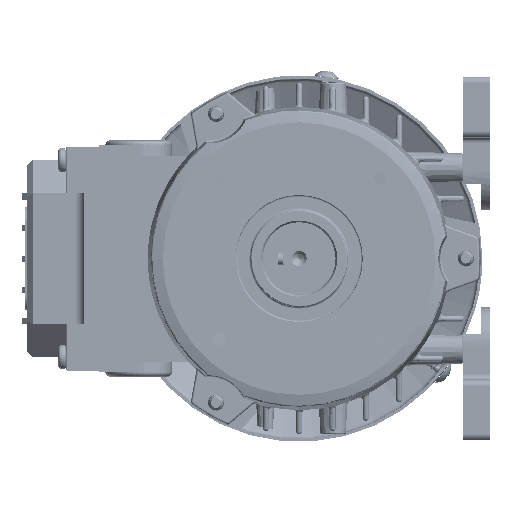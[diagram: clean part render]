
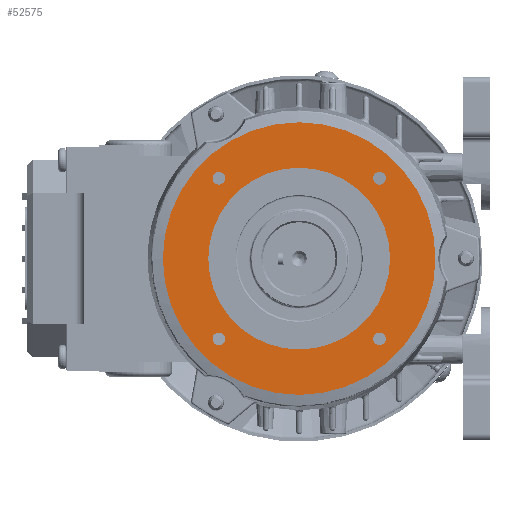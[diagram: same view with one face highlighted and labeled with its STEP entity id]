
A CAD part, left-side view. The second image highlights one B-rep face of the part: STEP entity #52575.
In plain terms, the highlighted planar face has unit normal (-1, 0, 0).
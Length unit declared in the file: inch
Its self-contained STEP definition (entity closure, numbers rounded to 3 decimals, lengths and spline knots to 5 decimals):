
#1294 = AXIS2_PLACEMENT_3D ( 'NONE', #38012, #83677, #141079 ) ;
#2187 = CIRCLE ( 'NONE', #58617, 0.08268 ) ;
#2603 = ORIENTED_EDGE ( 'NONE', *, *, #85611, .F. ) ;
#3343 = CARTESIAN_POINT ( 'NONE',  ( -3.14961, 0., -1.1811 ) ) ;
#3678 = DIRECTION ( 'NONE',  ( -1., 0., 0. ) ) ;
#4584 = DIRECTION ( 'NONE',  ( 1., 0., 0. ) ) ;
#6271 = CARTESIAN_POINT ( 'NONE',  ( -3.14961, -1.04396, -1.04396 ) ) ;
#6602 = EDGE_CURVE ( 'NONE', #24877, #111777, #143712, .T. ) ;
#7968 = DIRECTION ( 'NONE',  ( -1., 0., 0. ) ) ;
#8592 = FACE_BOUND ( 'NONE', #31308, .T. ) ;
#13955 = CARTESIAN_POINT ( 'NONE',  ( -3.14961, -1.04396, -0.96128 ) ) ;
#15905 = ORIENTED_EDGE ( 'NONE', *, *, #6602, .F. ) ;
#17360 = CARTESIAN_POINT ( 'NONE',  ( -3.14961, 1.04396, -1.04396 ) ) ;
#17557 = ORIENTED_EDGE ( 'NONE', *, *, #130999, .F. ) ;
#18117 = CARTESIAN_POINT ( 'NONE',  ( -3.14961, -1.04396, 1.12663 ) ) ;
#18353 = VERTEX_POINT ( 'NONE', #26703 ) ;
#19022 = AXIS2_PLACEMENT_3D ( 'NONE', #21875, #46232, #99967 ) ;
#19154 = EDGE_CURVE ( 'NONE', #24539, #131537, #60579, .T. ) ;
#19593 = FACE_OUTER_BOUND ( 'NONE', #70213, .T. ) ;
#21875 = CARTESIAN_POINT ( 'NONE',  ( -3.14961, 0., 0. ) ) ;
#24539 = VERTEX_POINT ( 'NONE', #13955 ) ;
#24877 = VERTEX_POINT ( 'NONE', #33209 ) ;
#26703 = CARTESIAN_POINT ( 'NONE',  ( -3.14961, 0., -1.77165 ) ) ;
#26739 = ORIENTED_EDGE ( 'NONE', *, *, #123685, .F. ) ;
#31308 = EDGE_LOOP ( 'NONE', ( #119700, #46369 ) ) ;
#31513 = DIRECTION ( 'NONE',  ( -1., 0., 0. ) ) ;
#31949 = DIRECTION ( 'NONE',  ( -1., 0., 0. ) ) ;
#32371 = AXIS2_PLACEMENT_3D ( 'NONE', #6271, #64392, #139617 ) ;
#32655 = DIRECTION ( 'NONE',  ( 0., 0., -1. ) ) ;
#33209 = CARTESIAN_POINT ( 'NONE',  ( -3.14961, 1.04396, 0.96128 ) ) ;
#36569 = CIRCLE ( 'NONE', #73848, 0.08268 ) ;
#38012 = CARTESIAN_POINT ( 'NONE',  ( -3.14961, 0., 0. ) ) ;
#38663 = ORIENTED_EDGE ( 'NONE', *, *, #59758, .F. ) ;
#38854 = CARTESIAN_POINT ( 'NONE',  ( -3.14961, 1.04396, 1.12663 ) ) ;
#39975 = VERTEX_POINT ( 'NONE', #93378 ) ;
#46232 = DIRECTION ( 'NONE',  ( -1., 0., 0. ) ) ;
#46369 = ORIENTED_EDGE ( 'NONE', *, *, #19154, .F. ) ;
#48071 = CARTESIAN_POINT ( 'NONE',  ( -3.14961, 0., 0. ) ) ;
#48608 = DIRECTION ( 'NONE',  ( 0., 0., -1. ) ) ;
#52575 = ADVANCED_FACE ( 'NONE', ( #122702, #8592, #65268, #66736, #19593, #110175 ), #142614, .F. ) ;
#53247 = AXIS2_PLACEMENT_3D ( 'NONE', #54206, #89549, #111652 ) ;
#53628 = CARTESIAN_POINT ( 'NONE',  ( -3.14961, -1.04396, -1.04396 ) ) ;
#54206 = CARTESIAN_POINT ( 'NONE',  ( -3.14961, -1.1811, 0. ) ) ;
#54313 = EDGE_CURVE ( 'NONE', #131537, #24539, #36569, .T. ) ;
#54464 = VERTEX_POINT ( 'NONE', #18117 ) ;
#57835 = VERTEX_POINT ( 'NONE', #69450 ) ;
#58617 = AXIS2_PLACEMENT_3D ( 'NONE', #110094, #143244, #96889 ) ;
#59758 = EDGE_CURVE ( 'NONE', #116188, #18353, #64730, .T. ) ;
#60579 = CIRCLE ( 'NONE', #32371, 0.08268 ) ;
#64392 = DIRECTION ( 'NONE',  ( -1., 0., 0. ) ) ;
#64432 = AXIS2_PLACEMENT_3D ( 'NONE', #17360, #98318, #143246 ) ;
#64730 = CIRCLE ( 'NONE', #1294, 1.77165 ) ;
#65268 = FACE_BOUND ( 'NONE', #94233, .T. ) ;
#66736 = FACE_BOUND ( 'NONE', #136093, .T. ) ;
#68868 = AXIS2_PLACEMENT_3D ( 'NONE', #131275, #143040, #108456 ) ;
#69450 = CARTESIAN_POINT ( 'NONE',  ( -3.14961, 0., 1.1811 ) ) ;
#69712 = EDGE_CURVE ( 'NONE', #57835, #82199, #91958, .T. ) ;
#69823 = EDGE_CURVE ( 'NONE', #82199, #57835, #82610, .T. ) ;
#70213 = EDGE_LOOP ( 'NONE', ( #140673, #38663 ) ) ;
#71478 = AXIS2_PLACEMENT_3D ( 'NONE', #119896, #7968, #133139 ) ;
#73278 = EDGE_LOOP ( 'NONE', ( #133288, #26739 ) ) ;
#73515 = DIRECTION ( 'NONE',  ( 0., 0., -1. ) ) ;
#73848 = AXIS2_PLACEMENT_3D ( 'NONE', #53628, #31513, #76437 ) ;
#76437 = DIRECTION ( 'NONE',  ( 0., 0., -1. ) ) ;
#78324 = AXIS2_PLACEMENT_3D ( 'NONE', #104522, #3678, #48608 ) ;
#82199 = VERTEX_POINT ( 'NONE', #3343 ) ;
#82610 = CIRCLE ( 'NONE', #19022, 1.1811 ) ;
#83677 = DIRECTION ( 'NONE',  ( 1., 0., 0. ) ) ;
#85611 = EDGE_CURVE ( 'NONE', #111777, #24877, #125326, .T. ) ;
#87936 = CARTESIAN_POINT ( 'NONE',  ( -3.14961, 1.04396, 1.04396 ) ) ;
#89549 = DIRECTION ( 'NONE',  ( 1., 0., 0. ) ) ;
#89726 = EDGE_CURVE ( 'NONE', #54464, #141302, #99631, .T. ) ;
#90106 = CARTESIAN_POINT ( 'NONE',  ( -3.14961, 1.04396, -0.96128 ) ) ;
#91958 = CIRCLE ( 'NONE', #127270, 1.1811 ) ;
#92094 = EDGE_CURVE ( 'NONE', #39975, #144793, #130374, .T. ) ;
#93378 = CARTESIAN_POINT ( 'NONE',  ( -3.14961, 1.04396, -1.12663 ) ) ;
#93516 = AXIS2_PLACEMENT_3D ( 'NONE', #48071, #4584, #114339 ) ;
#94233 = EDGE_LOOP ( 'NONE', ( #17557, #125910 ) ) ;
#96889 = DIRECTION ( 'NONE',  ( 0., 0., -1. ) ) ;
#98318 = DIRECTION ( 'NONE',  ( -1., 0., 0. ) ) ;
#98575 = EDGE_CURVE ( 'NONE', #18353, #116188, #133481, .T. ) ;
#99631 = CIRCLE ( 'NONE', #71478, 0.08268 ) ;
#99967 = DIRECTION ( 'NONE',  ( 0., 0., -1. ) ) ;
#104522 = CARTESIAN_POINT ( 'NONE',  ( -3.14961, 1.04396, 1.04396 ) ) ;
#106077 = AXIS2_PLACEMENT_3D ( 'NONE', #87936, #31949, #32655 ) ;
#107398 = DIRECTION ( 'NONE',  ( -1., 0., 0. ) ) ;
#108456 = DIRECTION ( 'NONE',  ( 0., 0., -1. ) ) ;
#109582 = CARTESIAN_POINT ( 'NONE',  ( -3.14961, 0., 0. ) ) ;
#110094 = CARTESIAN_POINT ( 'NONE',  ( -3.14961, 1.04396, -1.04396 ) ) ;
#110175 = FACE_BOUND ( 'NONE', #116828, .T. ) ;
#111652 = DIRECTION ( 'NONE',  ( 0., 0., -1. ) ) ;
#111777 = VERTEX_POINT ( 'NONE', #38854 ) ;
#114339 = DIRECTION ( 'NONE',  ( 0., 0., -1. ) ) ;
#116188 = VERTEX_POINT ( 'NONE', #143113 ) ;
#116828 = EDGE_LOOP ( 'NONE', ( #126928, #133989 ) ) ;
#119700 = ORIENTED_EDGE ( 'NONE', *, *, #54313, .F. ) ;
#119896 = CARTESIAN_POINT ( 'NONE',  ( -3.14961, -1.04396, 1.04396 ) ) ;
#122702 = FACE_BOUND ( 'NONE', #73278, .T. ) ;
#122985 = CIRCLE ( 'NONE', #68868, 0.08268 ) ;
#123399 = CARTESIAN_POINT ( 'NONE',  ( -3.14961, -1.04396, 0.96128 ) ) ;
#123685 = EDGE_CURVE ( 'NONE', #144793, #39975, #2187, .T. ) ;
#125326 = CIRCLE ( 'NONE', #78324, 0.08268 ) ;
#125910 = ORIENTED_EDGE ( 'NONE', *, *, #89726, .F. ) ;
#126928 = ORIENTED_EDGE ( 'NONE', *, *, #69823, .F. ) ;
#127270 = AXIS2_PLACEMENT_3D ( 'NONE', #109582, #107398, #73515 ) ;
#130374 = CIRCLE ( 'NONE', #64432, 0.08268 ) ;
#130999 = EDGE_CURVE ( 'NONE', #141302, #54464, #122985, .T. ) ;
#131275 = CARTESIAN_POINT ( 'NONE',  ( -3.14961, -1.04396, 1.04396 ) ) ;
#131537 = VERTEX_POINT ( 'NONE', #141272 ) ;
#133139 = DIRECTION ( 'NONE',  ( 0., 0., -1. ) ) ;
#133288 = ORIENTED_EDGE ( 'NONE', *, *, #92094, .F. ) ;
#133481 = CIRCLE ( 'NONE', #93516, 1.77165 ) ;
#133989 = ORIENTED_EDGE ( 'NONE', *, *, #69712, .F. ) ;
#136093 = EDGE_LOOP ( 'NONE', ( #15905, #2603 ) ) ;
#139617 = DIRECTION ( 'NONE',  ( 0., 0., -1. ) ) ;
#140673 = ORIENTED_EDGE ( 'NONE', *, *, #98575, .F. ) ;
#141079 = DIRECTION ( 'NONE',  ( 0., 0., -1. ) ) ;
#141272 = CARTESIAN_POINT ( 'NONE',  ( -3.14961, -1.04396, -1.12663 ) ) ;
#141302 = VERTEX_POINT ( 'NONE', #123399 ) ;
#142614 = PLANE ( 'NONE',  #53247 ) ;
#143040 = DIRECTION ( 'NONE',  ( -1., 0., 0. ) ) ;
#143113 = CARTESIAN_POINT ( 'NONE',  ( -3.14961, 0., 1.77165 ) ) ;
#143244 = DIRECTION ( 'NONE',  ( -1., 0., 0. ) ) ;
#143246 = DIRECTION ( 'NONE',  ( 0., 0., -1. ) ) ;
#143712 = CIRCLE ( 'NONE', #106077, 0.08268 ) ;
#144793 = VERTEX_POINT ( 'NONE', #90106 ) ;
